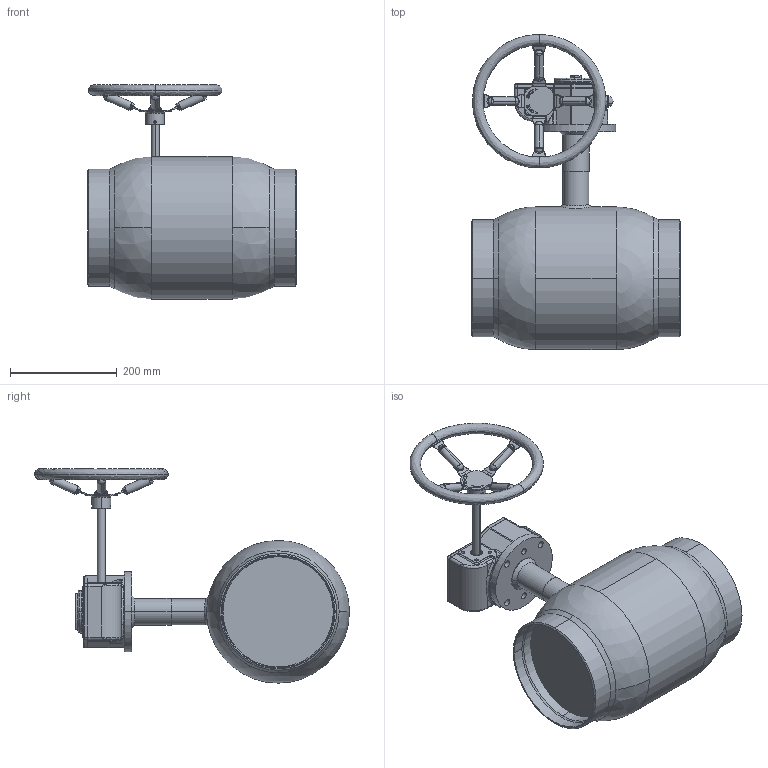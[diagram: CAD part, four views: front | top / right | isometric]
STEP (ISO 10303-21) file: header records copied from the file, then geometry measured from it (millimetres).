
FILE_DESCRIPTION (( 'STEP AP214' ), '1' );
FILE_NAME ('61102200 370.STEP', '2010-10-13T12:15:39', ( 'BROEN A/S' ), ( 'BROEN A/S' ), 'SwSTEP 2.0', 'SolidWorks 2009', '' );
FILE_SCHEMA (( 'AUTOMOTIVE_DESIGN' ));
Length unit declared in the file: millimetre
Products named in the file (1): 61102200 370
Bounding box: 389.94 x 589.5 x 401 mm (x, y, z)
Surface area: 724609.5 mm2 (no closed solid volume)
Topology: 0 solids, 65 shells, 752 faces, 3055 edges, 2255 vertices
Faces by surface type: bspline 279, plane 216, cylinder 192, cone 61, sphere 4
Entity records: 94911 total; most frequent: CARTESIAN_POINT 64150, ORIENTED_EDGE 4664, DIRECTION 3865, EDGE_CURVE 3018, VERTEX_POINT 2255, AXIS2_PLACEMENT_3D 1294, VECTOR 1277, LINE 1277
